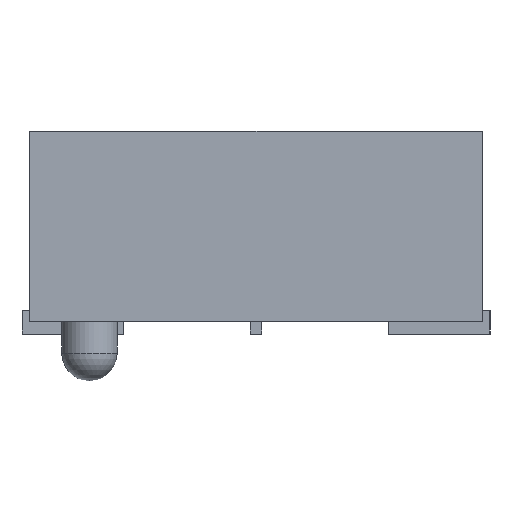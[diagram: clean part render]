
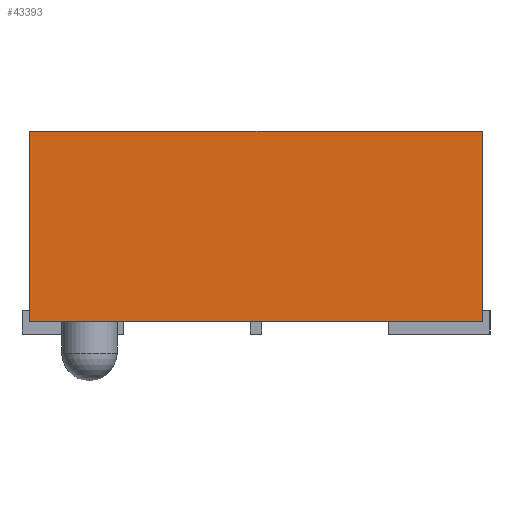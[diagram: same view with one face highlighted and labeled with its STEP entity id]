
A CAD part, left-side view. The second image highlights one B-rep face of the part: STEP entity #43393.
In plain terms, the highlighted planar face has unit normal (-1, 0, 0).
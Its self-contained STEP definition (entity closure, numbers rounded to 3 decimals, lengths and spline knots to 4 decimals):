
#574=FACE_OUTER_BOUND('',#2667,.T.);
#2667=EDGE_LOOP('',(#27805,#27806,#27807,#27808));
#5135=LINE('',#59496,#11020);
#5574=LINE('',#60317,#11459);
#5576=LINE('',#60321,#11461);
#5577=LINE('',#60322,#11462);
#11020=VECTOR('',#48349,1000.);
#11459=VECTOR('',#48798,1000.);
#11461=VECTOR('',#48802,1000.);
#11462=VECTOR('',#48803,1000.);
#16902=VERTEX_POINT('',#59493);
#16903=VERTEX_POINT('',#59495);
#17280=VERTEX_POINT('',#60315);
#17281=VERTEX_POINT('',#60320);
#21061=EDGE_CURVE('',#16903,#16902,#5135,.T.);
#21502=EDGE_CURVE('',#17280,#16902,#5574,.T.);
#21504=EDGE_CURVE('',#17281,#17280,#5576,.T.);
#21505=EDGE_CURVE('',#17281,#16903,#5577,.T.);
#27805=ORIENTED_EDGE('',*,*,#21061,.T.);
#27806=ORIENTED_EDGE('',*,*,#21502,.F.);
#27807=ORIENTED_EDGE('',*,*,#21504,.F.);
#27808=ORIENTED_EDGE('',*,*,#21505,.T.);
#39382=PLANE('',#45524);
#43393=ADVANCED_FACE('',(#574),#39382,.F.);
#45524=AXIS2_PLACEMENT_3D('',#60319,#48800,#48801);
#48349=DIRECTION('',(0.,0.,1.));
#48798=DIRECTION('',(0.,-1.,0.));
#48800=DIRECTION('center_axis',(1.,0.,0.));
#48801=DIRECTION('ref_axis',(0.,0.,-1.));
#48802=DIRECTION('',(0.,0.,1.));
#48803=DIRECTION('',(0.,-1.,0.));
#59493=CARTESIAN_POINT('',(-20.6566,0.9567,4.373));
#59495=CARTESIAN_POINT('',(-20.6566,0.9567,-2.866));
#59496=CARTESIAN_POINT('',(-20.6566,0.9567,-2.866));
#60315=CARTESIAN_POINT('',(-20.6566,4.0047,4.373));
#60317=CARTESIAN_POINT('',(-20.6566,4.0047,4.373));
#60319=CARTESIAN_POINT('Origin',(-20.6566,4.0047,-2.866));
#60320=CARTESIAN_POINT('',(-20.6566,4.0047,-2.866));
#60321=CARTESIAN_POINT('',(-20.6566,4.0047,-2.866));
#60322=CARTESIAN_POINT('',(-20.6566,4.0047,-2.866));
